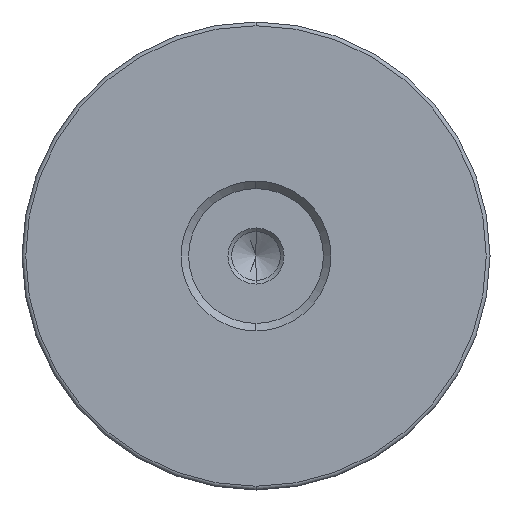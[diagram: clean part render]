
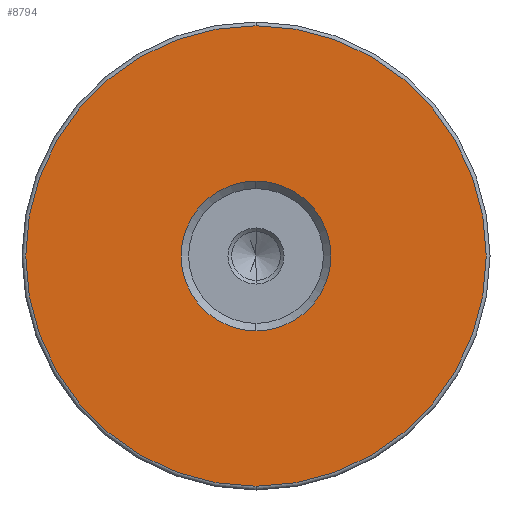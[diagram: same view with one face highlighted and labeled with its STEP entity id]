
A CAD part, front view. The second image highlights one B-rep face of the part: STEP entity #8794.
In plain terms, the highlighted planar face has unit normal (0, -1, 0).
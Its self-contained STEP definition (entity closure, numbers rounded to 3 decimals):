
#7223 = VERTEX_POINT('',#7224);
#7224 = CARTESIAN_POINT('',(0.,-45.,-5.08));
#7231 = CONICAL_SURFACE('',#7232,4.572,0.785);
#7232 = AXIS2_PLACEMENT_3D('',#7233,#7234,#7235);
#7233 = CARTESIAN_POINT('',(0.,-44.492,0.));
#7234 = DIRECTION('',(0.,-1.,0.));
#7235 = DIRECTION('',(0.,0.,-1.));
#7243 = CONICAL_SURFACE('',#7244,4.572,0.785);
#7244 = AXIS2_PLACEMENT_3D('',#7245,#7246,#7247);
#7245 = CARTESIAN_POINT('',(0.,-44.492,0.));
#7246 = DIRECTION('',(0.,-1.,0.));
#7247 = DIRECTION('',(0.,0.,-1.));
#7255 = EDGE_CURVE('',#7256,#7223,#7258,.T.);
#7256 = VERTEX_POINT('',#7257);
#7257 = CARTESIAN_POINT('',(0.,-45.,5.08));
#7258 = SURFACE_CURVE('',#7259,(#7264,#7271),.PCURVE_S1.);
#7259 = CIRCLE('',#7260,5.08);
#7260 = AXIS2_PLACEMENT_3D('',#7261,#7262,#7263);
#7261 = CARTESIAN_POINT('',(0.,-45.,0.));
#7262 = DIRECTION('',(0.,-1.,0.));
#7263 = DIRECTION('',(0.,0.,-1.));
#7264 = PCURVE('',#7231,#7265);
#7265 = DEFINITIONAL_REPRESENTATION('',(#7266),#7270);
#7266 = LINE('',#7267,#7268);
#7267 = CARTESIAN_POINT('',(0.,0.508));
#7268 = VECTOR('',#7269,1.);
#7269 = DIRECTION('',(1.,0.));
#7270 = ( GEOMETRIC_REPRESENTATION_CONTEXT(2) 
PARAMETRIC_REPRESENTATION_CONTEXT() REPRESENTATION_CONTEXT('2D SPACE',''
  ) );
#7271 = PCURVE('',#7272,#7277);
#7272 = PLANE('',#7273);
#7273 = AXIS2_PLACEMENT_3D('',#7274,#7275,#7276);
#7274 = CARTESIAN_POINT('',(0.,-45.,0.));
#7275 = DIRECTION('',(0.,1.,0.));
#7276 = DIRECTION('',(0.,-0.,1.));
#7277 = DEFINITIONAL_REPRESENTATION('',(#7278),#7286);
#7278 = ( BOUNDED_CURVE() B_SPLINE_CURVE(2,(#7279,#7280,#7281,#7282,
#7283,#7284,#7285),.UNSPECIFIED.,.T.,.F.) B_SPLINE_CURVE_WITH_KNOTS((1,2
    ,2,2,2,1),(-2.094,0.,2.094,4.189,
6.283,8.378),.UNSPECIFIED.) CURVE() 
GEOMETRIC_REPRESENTATION_ITEM() RATIONAL_B_SPLINE_CURVE((1.,0.5,1.,0.5,
1.,0.5,1.)) REPRESENTATION_ITEM('') );
#7279 = CARTESIAN_POINT('',(-5.08,0.));
#7280 = CARTESIAN_POINT('',(-5.08,8.799));
#7281 = CARTESIAN_POINT('',(2.54,4.399));
#7282 = CARTESIAN_POINT('',(10.16,0.));
#7283 = CARTESIAN_POINT('',(2.54,-4.399));
#7284 = CARTESIAN_POINT('',(-5.08,-8.799));
#7285 = CARTESIAN_POINT('',(-5.08,0.));
#7286 = ( GEOMETRIC_REPRESENTATION_CONTEXT(2) 
PARAMETRIC_REPRESENTATION_CONTEXT() REPRESENTATION_CONTEXT('2D SPACE',''
  ) );
#7794 = EDGE_CURVE('',#7795,#7797,#7799,.T.);
#7795 = VERTEX_POINT('',#7796);
#7796 = CARTESIAN_POINT('',(0.,-45.,-15.621));
#7797 = VERTEX_POINT('',#7798);
#7798 = CARTESIAN_POINT('',(0.,-45.,15.621));
#7799 = SURFACE_CURVE('',#7800,(#7805,#7817),.PCURVE_S1.);
#7800 = CIRCLE('',#7801,15.621);
#7801 = AXIS2_PLACEMENT_3D('',#7802,#7803,#7804);
#7802 = CARTESIAN_POINT('',(0.,-45.,0.));
#7803 = DIRECTION('',(0.,-1.,0.));
#7804 = DIRECTION('',(0.,0.,1.));
#7805 = PCURVE('',#7806,#7811);
#7806 = TOROIDAL_SURFACE('',#7807,15.621,0.254);
#7807 = AXIS2_PLACEMENT_3D('',#7808,#7809,#7810);
#7808 = CARTESIAN_POINT('',(0.,-44.746,0.));
#7809 = DIRECTION('',(0.,1.,0.));
#7810 = DIRECTION('',(0.,-0.,1.));
#7811 = DEFINITIONAL_REPRESENTATION('',(#7812),#7816);
#7812 = LINE('',#7813,#7814);
#7813 = CARTESIAN_POINT('',(6.283,4.712));
#7814 = VECTOR('',#7815,1.);
#7815 = DIRECTION('',(-1.,0.));
#7816 = ( GEOMETRIC_REPRESENTATION_CONTEXT(2) 
PARAMETRIC_REPRESENTATION_CONTEXT() REPRESENTATION_CONTEXT('2D SPACE',''
  ) );
#7817 = PCURVE('',#7272,#7818);
#7818 = DEFINITIONAL_REPRESENTATION('',(#7819),#7827);
#7819 = ( BOUNDED_CURVE() B_SPLINE_CURVE(2,(#7820,#7821,#7822,#7823,
#7824,#7825,#7826),.UNSPECIFIED.,.T.,.F.) B_SPLINE_CURVE_WITH_KNOTS((1,2
    ,2,2,2,1),(-2.094,0.,2.094,4.189,
6.283,8.378),.UNSPECIFIED.) CURVE() 
GEOMETRIC_REPRESENTATION_ITEM() RATIONAL_B_SPLINE_CURVE((1.,0.5,1.,0.5,
1.,0.5,1.)) REPRESENTATION_ITEM('') );
#7820 = CARTESIAN_POINT('',(15.621,0.));
#7821 = CARTESIAN_POINT('',(15.621,-27.056));
#7822 = CARTESIAN_POINT('',(-7.811,-13.528));
#7823 = CARTESIAN_POINT('',(-31.242,0.));
#7824 = CARTESIAN_POINT('',(-7.811,13.528));
#7825 = CARTESIAN_POINT('',(15.621,27.056));
#7826 = CARTESIAN_POINT('',(15.621,0.));
#7827 = ( GEOMETRIC_REPRESENTATION_CONTEXT(2) 
PARAMETRIC_REPRESENTATION_CONTEXT() REPRESENTATION_CONTEXT('2D SPACE',''
  ) );
#7846 = TOROIDAL_SURFACE('',#7847,15.621,0.254);
#7847 = AXIS2_PLACEMENT_3D('',#7848,#7849,#7850);
#7848 = CARTESIAN_POINT('',(0.,-44.746,0.));
#7849 = DIRECTION('',(0.,1.,0.));
#7850 = DIRECTION('',(0.,-0.,1.));
#8794 = ADVANCED_FACE('',(#8795,#8824),#7272,.F.);
#8795 = FACE_BOUND('',#8796,.T.);
#8796 = EDGE_LOOP('',(#8797,#8823));
#8797 = ORIENTED_EDGE('',*,*,#8798,.F.);
#8798 = EDGE_CURVE('',#7223,#7256,#8799,.T.);
#8799 = SURFACE_CURVE('',#8800,(#8805,#8816),.PCURVE_S1.);
#8800 = CIRCLE('',#8801,5.08);
#8801 = AXIS2_PLACEMENT_3D('',#8802,#8803,#8804);
#8802 = CARTESIAN_POINT('',(0.,-45.,0.));
#8803 = DIRECTION('',(0.,-1.,0.));
#8804 = DIRECTION('',(0.,0.,-1.));
#8805 = PCURVE('',#7272,#8806);
#8806 = DEFINITIONAL_REPRESENTATION('',(#8807),#8815);
#8807 = ( BOUNDED_CURVE() B_SPLINE_CURVE(2,(#8808,#8809,#8810,#8811,
#8812,#8813,#8814),.UNSPECIFIED.,.T.,.F.) B_SPLINE_CURVE_WITH_KNOTS((1,2
    ,2,2,2,1),(-2.094,0.,2.094,4.189,
6.283,8.378),.UNSPECIFIED.) CURVE() 
GEOMETRIC_REPRESENTATION_ITEM() RATIONAL_B_SPLINE_CURVE((1.,0.5,1.,0.5,
1.,0.5,1.)) REPRESENTATION_ITEM('') );
#8808 = CARTESIAN_POINT('',(-5.08,0.));
#8809 = CARTESIAN_POINT('',(-5.08,8.799));
#8810 = CARTESIAN_POINT('',(2.54,4.399));
#8811 = CARTESIAN_POINT('',(10.16,0.));
#8812 = CARTESIAN_POINT('',(2.54,-4.399));
#8813 = CARTESIAN_POINT('',(-5.08,-8.799));
#8814 = CARTESIAN_POINT('',(-5.08,0.));
#8815 = ( GEOMETRIC_REPRESENTATION_CONTEXT(2) 
PARAMETRIC_REPRESENTATION_CONTEXT() REPRESENTATION_CONTEXT('2D SPACE',''
  ) );
#8816 = PCURVE('',#7243,#8817);
#8817 = DEFINITIONAL_REPRESENTATION('',(#8818),#8822);
#8818 = LINE('',#8819,#8820);
#8819 = CARTESIAN_POINT('',(0.,0.508));
#8820 = VECTOR('',#8821,1.);
#8821 = DIRECTION('',(1.,0.));
#8822 = ( GEOMETRIC_REPRESENTATION_CONTEXT(2) 
PARAMETRIC_REPRESENTATION_CONTEXT() REPRESENTATION_CONTEXT('2D SPACE',''
  ) );
#8823 = ORIENTED_EDGE('',*,*,#7255,.F.);
#8824 = FACE_BOUND('',#8825,.T.);
#8825 = EDGE_LOOP('',(#8826,#8852));
#8826 = ORIENTED_EDGE('',*,*,#8827,.T.);
#8827 = EDGE_CURVE('',#7797,#7795,#8828,.T.);
#8828 = SURFACE_CURVE('',#8829,(#8834,#8845),.PCURVE_S1.);
#8829 = CIRCLE('',#8830,15.621);
#8830 = AXIS2_PLACEMENT_3D('',#8831,#8832,#8833);
#8831 = CARTESIAN_POINT('',(0.,-45.,0.));
#8832 = DIRECTION('',(0.,-1.,0.));
#8833 = DIRECTION('',(0.,0.,1.));
#8834 = PCURVE('',#7272,#8835);
#8835 = DEFINITIONAL_REPRESENTATION('',(#8836),#8844);
#8836 = ( BOUNDED_CURVE() B_SPLINE_CURVE(2,(#8837,#8838,#8839,#8840,
#8841,#8842,#8843),.UNSPECIFIED.,.T.,.F.) B_SPLINE_CURVE_WITH_KNOTS((1,2
    ,2,2,2,1),(-2.094,0.,2.094,4.189,
6.283,8.378),.UNSPECIFIED.) CURVE() 
GEOMETRIC_REPRESENTATION_ITEM() RATIONAL_B_SPLINE_CURVE((1.,0.5,1.,0.5,
1.,0.5,1.)) REPRESENTATION_ITEM('') );
#8837 = CARTESIAN_POINT('',(15.621,0.));
#8838 = CARTESIAN_POINT('',(15.621,-27.056));
#8839 = CARTESIAN_POINT('',(-7.811,-13.528));
#8840 = CARTESIAN_POINT('',(-31.242,0.));
#8841 = CARTESIAN_POINT('',(-7.811,13.528));
#8842 = CARTESIAN_POINT('',(15.621,27.056));
#8843 = CARTESIAN_POINT('',(15.621,0.));
#8844 = ( GEOMETRIC_REPRESENTATION_CONTEXT(2) 
PARAMETRIC_REPRESENTATION_CONTEXT() REPRESENTATION_CONTEXT('2D SPACE',''
  ) );
#8845 = PCURVE('',#7846,#8846);
#8846 = DEFINITIONAL_REPRESENTATION('',(#8847),#8851);
#8847 = LINE('',#8848,#8849);
#8848 = CARTESIAN_POINT('',(6.283,4.712));
#8849 = VECTOR('',#8850,1.);
#8850 = DIRECTION('',(-1.,0.));
#8851 = ( GEOMETRIC_REPRESENTATION_CONTEXT(2) 
PARAMETRIC_REPRESENTATION_CONTEXT() REPRESENTATION_CONTEXT('2D SPACE',''
  ) );
#8852 = ORIENTED_EDGE('',*,*,#7794,.T.);
